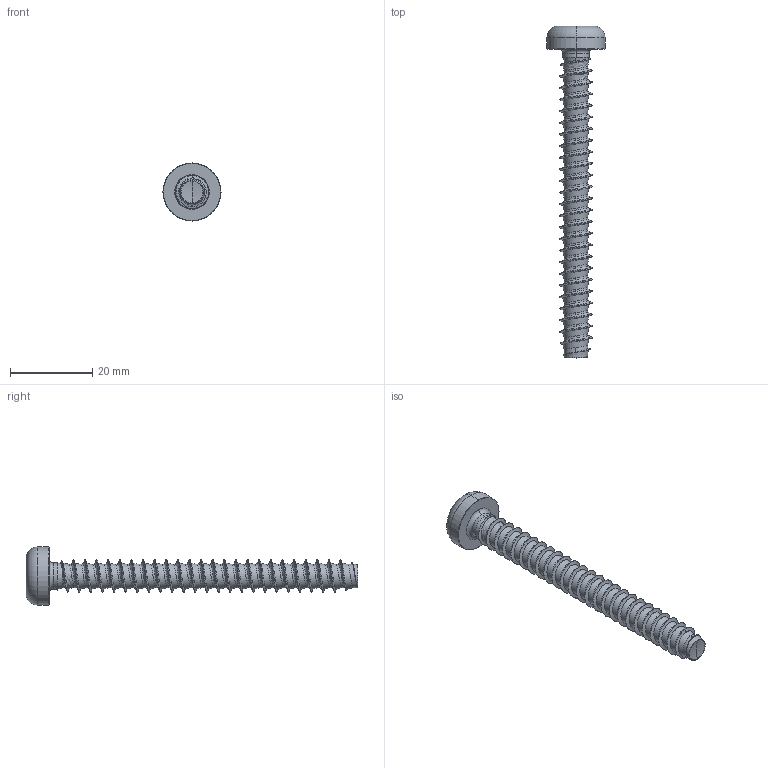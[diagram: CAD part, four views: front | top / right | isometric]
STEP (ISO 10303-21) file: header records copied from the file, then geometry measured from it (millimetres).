
FILE_DESCRIPTION (( 'STEP AP203' ), '1' );
FILE_NAME ('STP390800750.STEP', '2017-08-15T20:19:12', ( '' ), ( '' ), 'SwSTEP 2.0', 'SolidWorks 2015', '' );
FILE_SCHEMA (( 'CONFIG_CONTROL_DESIGN' ));
Length unit declared in the file: millimetre
Products named in the file (1): STP390800750
Bounding box: 14.1 x 80.59 x 14.1 mm (x, y, z)
Volume: 2958.6 mm3; surface area: 2793 mm2
Topology: 1 solids, 1 shells, 135 faces, 352 edges, 219 vertices
Faces by surface type: cylinder 77, bspline 35, cone 11, torus 6, sphere 4, plane 2
Entity records: 39850 total; most frequent: CARTESIAN_POINT 37010, ORIENTED_EDGE 700, DIRECTION 418, EDGE_CURVE 350, VERTEX_POINT 219, AXIS2_PLACEMENT_3D 163, B_SPLINE_CURVE_WITH_KNOTS 144, EDGE_LOOP 137
